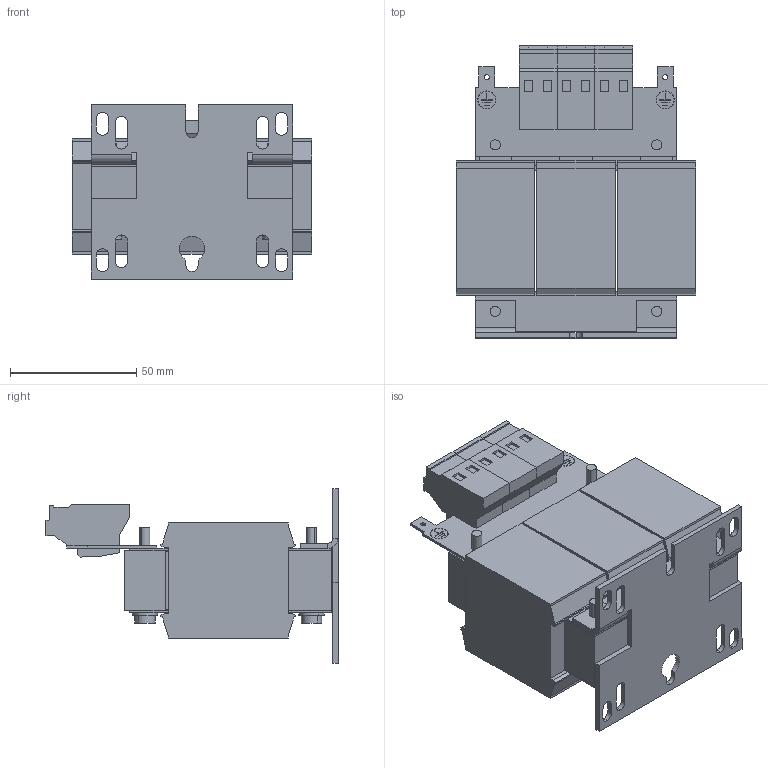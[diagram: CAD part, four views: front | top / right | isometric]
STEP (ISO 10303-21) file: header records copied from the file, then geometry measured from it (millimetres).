
FILE_DESCRIPTION (( 'STEP AP214' ), '1' );
FILE_NAME ('737523.STEP', '2023-07-03T06:33:24', ( '' ), ( '' ), 'SwSTEP 2.0', 'SolidWorks 2018', '' );
FILE_SCHEMA (( 'AUTOMOTIVE_DESIGN' ));
Length unit declared in the file: millimetre
Products named in the file (1): 737523
Bounding box: 95 x 115.7 x 69 mm (x, y, z)
Volume: 311920 mm3; surface area: 61137.8 mm2
Topology: 1 solids, 1 shells, 489 faces, 1292 edges, 826 vertices
Faces by surface type: plane 408, cylinder 81
Entity records: 14942 total; most frequent: CARTESIAN_POINT 2608, ORIENTED_EDGE 2584, DIRECTION 2434, EDGE_CURVE 1292, VECTOR 1130, LINE 1130, VERTEX_POINT 826, AXIS2_PLACEMENT_3D 652
